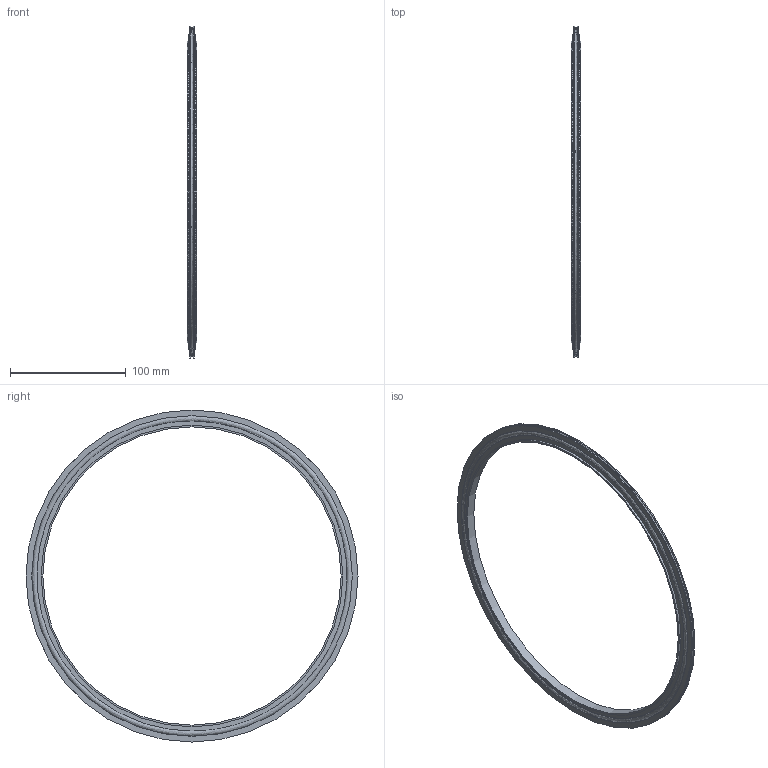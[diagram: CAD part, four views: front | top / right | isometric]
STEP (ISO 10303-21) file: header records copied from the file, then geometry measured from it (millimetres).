
FILE_DESCRIPTION (( 'STEP AP214' ), '1' );
FILE_NAME ('AI1ISO250 FULLVAC.STEP', '2019-10-24T08:50:37', ( '' ), ( '' ), 'SwSTEP 2.0', 'SolidWorks 2017', '' );
FILE_SCHEMA (( 'AUTOMOTIVE_DESIGN' ));
Length unit declared in the file: millimetre
Products named in the file (1): AI1ISO250 FULLVAC
Bounding box: 8 x 286.6 x 286.6 mm (x, y, z)
Volume: 53269.3 mm3; surface area: 54371.6 mm2
Topology: 3 solids, 3 shells, 26 faces, 50 edges, 32 vertices
Faces by surface type: bspline 9, plane 8, cylinder 7, cone 2
Full cylindrical faces by diameter (mm): 257.5 x1, 260.4 x2, 276.81 x2, 286.6 x2
Entity records: 1826 total; most frequent: CARTESIAN_POINT 1361, DIRECTION 76, ORIENTED_EDGE 60, EDGE_LOOP 50, FACE_OUTER_BOUND 40, AXIS2_PLACEMENT_3D 38, EDGE_CURVE 30, VERTEX_POINT 30
